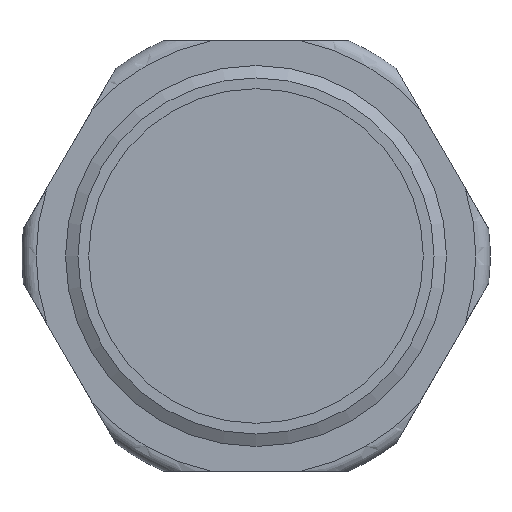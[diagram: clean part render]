
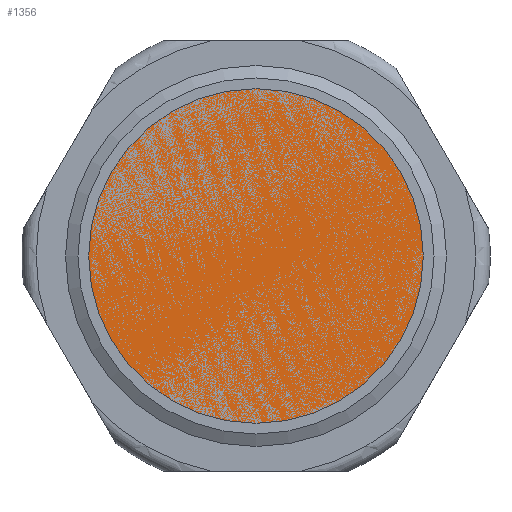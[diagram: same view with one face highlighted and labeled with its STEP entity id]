
A CAD part, front view. The second image highlights one B-rep face of the part: STEP entity #1356.
In plain terms, the highlighted planar face has unit normal (0, -1, 0).
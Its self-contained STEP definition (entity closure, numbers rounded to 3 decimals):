
#432=FACE_OUTER_BOUND('',#513,.T.);
#513=EDGE_LOOP('',(#1253));
#588=CIRCLE('',#1524,19.925);
#709=VERTEX_POINT('',#2490);
#891=EDGE_CURVE('',#709,#709,#588,.T.);
#1253=ORIENTED_EDGE('',*,*,#891,.T.);
#1283=PLANE('',#1523);
#1356=ADVANCED_FACE('',(#432),#1283,.T.);
#1523=AXIS2_PLACEMENT_3D('',#2489,#1909,#1910);
#1524=AXIS2_PLACEMENT_3D('',#2491,#1911,#1912);
#1909=DIRECTION('center_axis',(0.,-1.,0.));
#1910=DIRECTION('ref_axis',(0.,0.,-1.));
#1911=DIRECTION('center_axis',(0.,-1.,0.));
#1912=DIRECTION('ref_axis',(1.,0.,0.));
#2489=CARTESIAN_POINT('Origin',(0.836,2.125,3.3));
#2490=CARTESIAN_POINT('',(-19.089,2.125,3.3));
#2491=CARTESIAN_POINT('Origin',(0.836,2.125,3.3));
